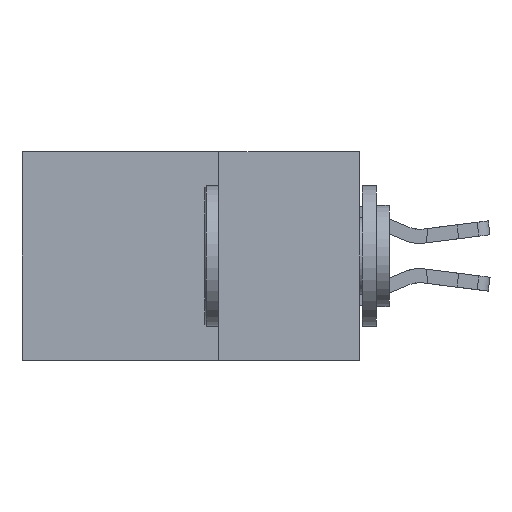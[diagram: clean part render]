
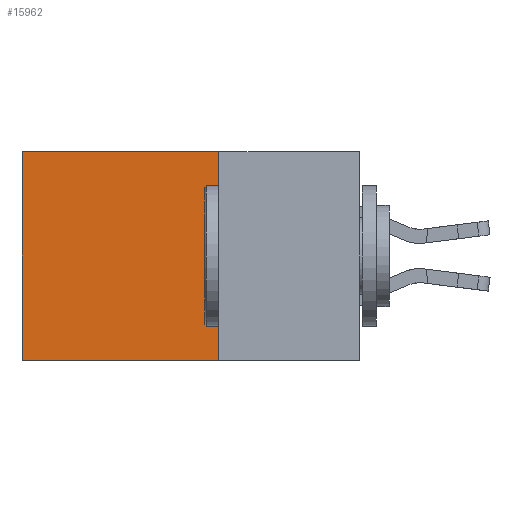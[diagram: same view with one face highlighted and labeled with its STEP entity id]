
A CAD part, left-side view. The second image highlights one B-rep face of the part: STEP entity #15962.
In plain terms, the highlighted planar face has unit normal (-1, 0, 0).
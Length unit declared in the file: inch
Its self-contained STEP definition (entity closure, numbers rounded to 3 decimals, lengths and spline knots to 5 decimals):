
#1369 = EDGE_CURVE ( 'NONE', #22524, #3125, #15085, .T. ) ;
#1509 = ORIENTED_EDGE ( 'NONE', *, *, #1369, .F. ) ;
#1904 = ORIENTED_EDGE ( 'NONE', *, *, #8391, .T. ) ;
#2872 = EDGE_LOOP ( 'NONE', ( #12902, #1509, #3783, #1904 ) ) ;
#3125 = VERTEX_POINT ( 'NONE', #12292 ) ;
#3783 = ORIENTED_EDGE ( 'NONE', *, *, #3898, .F. ) ;
#3898 = EDGE_CURVE ( 'NONE', #21519, #22524, #9684, .T. ) ;
#4081 = LINE ( 'NONE', #4641, #9448 ) ;
#4634 = EDGE_CURVE ( 'NONE', #11928, #3125, #17768, .T. ) ;
#4641 = CARTESIAN_POINT ( 'NONE',  ( 0.2875, 0.25, 0. ) ) ;
#4778 = PLANE ( 'NONE',  #6232 ) ;
#5712 = CARTESIAN_POINT ( 'NONE',  ( 0.2875, 0.25, -0.37 ) ) ;
#5742 = FACE_OUTER_BOUND ( 'NONE', #2872, .T. ) ;
#6232 = AXIS2_PLACEMENT_3D ( 'NONE', #11924, #8390, #20937 ) ;
#8228 = VECTOR ( 'NONE', #17378, 39.37008 ) ;
#8314 = DIRECTION ( 'NONE',  ( 0., 0., -1. ) ) ;
#8390 = DIRECTION ( 'NONE',  ( 1., 0., 0. ) ) ;
#8391 = EDGE_CURVE ( 'NONE', #21519, #11928, #4081, .T. ) ;
#8438 = CARTESIAN_POINT ( 'NONE',  ( 0.2875, 0.6, 0. ) ) ;
#9327 = DIRECTION ( 'NONE',  ( 0., 1., 0. ) ) ;
#9448 = VECTOR ( 'NONE', #17208, 39.37008 ) ;
#9684 = LINE ( 'NONE', #11923, #23334 ) ;
#11654 = CARTESIAN_POINT ( 'NONE',  ( 0.2875, 0.25, 0. ) ) ;
#11923 = CARTESIAN_POINT ( 'NONE',  ( 0.2875, 0.25, 0. ) ) ;
#11924 = CARTESIAN_POINT ( 'NONE',  ( 0.2875, 0.25, 0. ) ) ;
#11928 = VERTEX_POINT ( 'NONE', #17536 ) ;
#12292 = CARTESIAN_POINT ( 'NONE',  ( 0.2875, 0.6, -0.37 ) ) ;
#12902 = ORIENTED_EDGE ( 'NONE', *, *, #4634, .T. ) ;
#15085 = LINE ( 'NONE', #5712, #19869 ) ;
#15962 = ADVANCED_FACE ( 'NONE', ( #5742 ), #4778, .F. ) ;
#17208 = DIRECTION ( 'NONE',  ( 0., 1., 0. ) ) ;
#17378 = DIRECTION ( 'NONE',  ( 0., 0., -1. ) ) ;
#17536 = CARTESIAN_POINT ( 'NONE',  ( 0.2875, 0.6, 0. ) ) ;
#17768 = LINE ( 'NONE', #8438, #8228 ) ;
#19869 = VECTOR ( 'NONE', #9327, 39.37008 ) ;
#20937 = DIRECTION ( 'NONE',  ( 0., 0., -1. ) ) ;
#21519 = VERTEX_POINT ( 'NONE', #11654 ) ;
#22524 = VERTEX_POINT ( 'NONE', #23439 ) ;
#23334 = VECTOR ( 'NONE', #8314, 39.37008 ) ;
#23439 = CARTESIAN_POINT ( 'NONE',  ( 0.2875, 0.25, -0.37 ) ) ;
